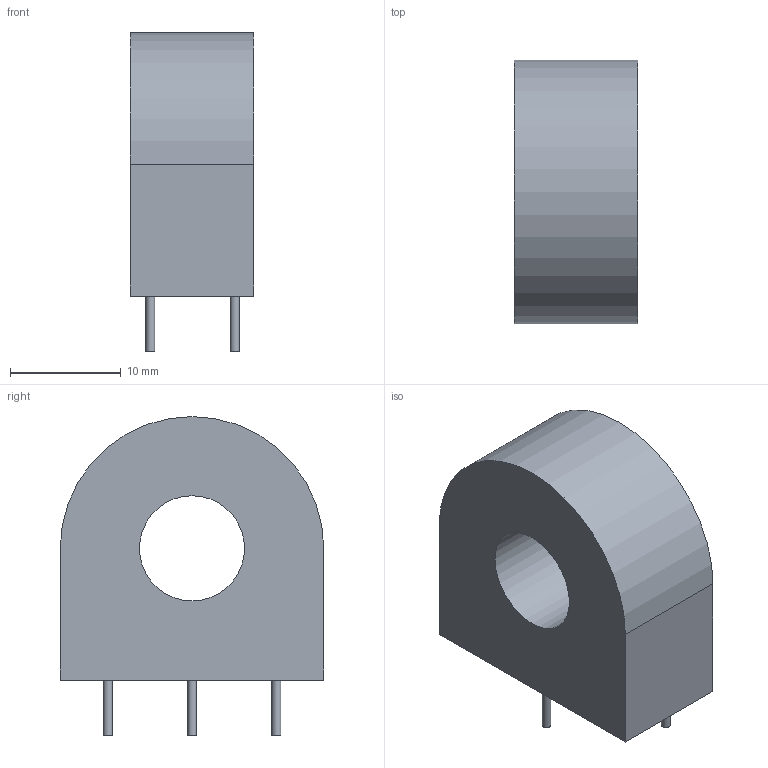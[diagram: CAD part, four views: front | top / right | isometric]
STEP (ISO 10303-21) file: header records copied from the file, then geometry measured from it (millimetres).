
FILE_DESCRIPTION(/* description */ (''),/* implementation_level */ '2;1');
FILE_NAME(/* name */ 'AC1015 Part v2.step',/* time_stamp */ '2019-03-23T20:10:56-04:00',/* author */ ('TangentAudio'),/* organization */ (''),/* preprocessor_version */ 'ST-DEVELOPER v17.2',/* originating_system */ 'Autodesk Translation Framework v7.6.0.251',/* authorisation */ '');
FILE_SCHEMA (('AUTOMOTIVE_DESIGN { 1 0 10303 214 3 1 1 }'));
Length unit declared in the file: millimetre
Products named in the file (2): AC1015 Part; AC1015
Assembly tree (1 placements, depth 2):
  AC1015 Part
    AC1015
Bounding box: 11.2 x 23.8 x 28.8 mm (x, y, z)
Volume: 4877.3 mm3; surface area: 2194 mm2
Topology: 1 solids, 1 shells, 13 faces, 24 edges, 16 vertices
Faces by surface type: plane 8, cylinder 5
Full cylindrical faces by diameter (mm): 0.813 x3, 9.5 x1
Entity records: 385 total; most frequent: DIRECTION 66, CARTESIAN_POINT 56, ORIENTED_EDGE 48, AXIS2_PLACEMENT_3D 26, EDGE_CURVE 24, EDGE_LOOP 18, VERTEX_POINT 16, LINE 14
